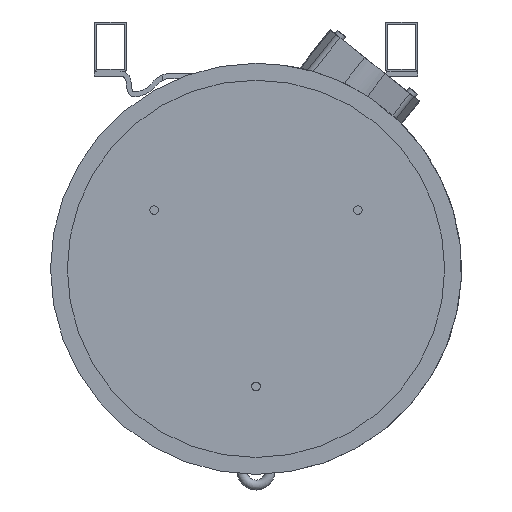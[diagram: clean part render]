
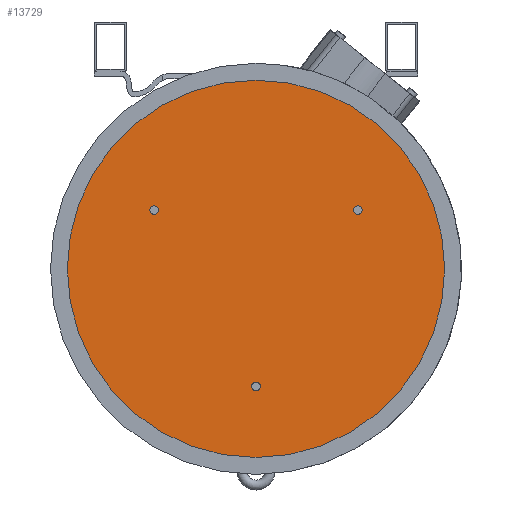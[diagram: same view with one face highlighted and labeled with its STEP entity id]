
A CAD part, front view. The second image highlights one B-rep face of the part: STEP entity #13729.
In plain terms, the highlighted planar face has unit normal (0, -1, 0).
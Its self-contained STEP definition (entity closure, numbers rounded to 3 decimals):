
#166 = EDGE_CURVE ( 'NONE', #30368, #27106, #2425, .T. ) ;
#823 = EDGE_CURVE ( 'NONE', #32038, #25292, #6891, .T. ) ;
#1100 = DIRECTION ( 'NONE',  ( 0., -1., 0. ) ) ;
#1614 = AXIS2_PLACEMENT_3D ( 'NONE', #32462, #32805, #30169 ) ;
#2207 = EDGE_CURVE ( 'NONE', #10077, #26476, #18257, .T. ) ;
#2218 = DIRECTION ( 'NONE',  ( 0., -1., 0. ) ) ;
#2425 = CIRCLE ( 'NONE', #21946, 5.25 ) ;
#2571 = DIRECTION ( 'NONE',  ( 0., 0., 1. ) ) ;
#3384 = CARTESIAN_POINT ( 'NONE',  ( 123.842, -267.3, 76.75 ) ) ;
#4681 = FACE_BOUND ( 'NONE', #10822, .T. ) ;
#4881 = DIRECTION ( 'NONE',  ( 0., -1., 0. ) ) ;
#5709 = CIRCLE ( 'NONE', #34198, 229.5 ) ;
#5737 = AXIS2_PLACEMENT_3D ( 'NONE', #31461, #4881, #7479 ) ;
#6288 = DIRECTION ( 'NONE',  ( -1., 0., 0. ) ) ;
#6891 = CIRCLE ( 'NONE', #11350, 5.25 ) ;
#7284 = DIRECTION ( 'NONE',  ( 0., 0., -1. ) ) ;
#7479 = DIRECTION ( 'NONE',  ( 0., 0., 1. ) ) ;
#7506 = AXIS2_PLACEMENT_3D ( 'NONE', #33870, #2218, #23693 ) ;
#7631 = AXIS2_PLACEMENT_3D ( 'NONE', #26634, #31750, #34024 ) ;
#8297 = CIRCLE ( 'NONE', #1614, 5.25 ) ;
#8918 = ORIENTED_EDGE ( 'NONE', *, *, #20007, .F. ) ;
#9467 = EDGE_LOOP ( 'NONE', ( #16234, #26688 ) ) ;
#10014 = EDGE_CURVE ( 'NONE', #29784, #18019, #25943, .T. ) ;
#10036 = CARTESIAN_POINT ( 'NONE',  ( 0., -267.3, -143. ) ) ;
#10076 = DIRECTION ( 'NONE',  ( 0., -1., 0. ) ) ;
#10077 = VERTEX_POINT ( 'NONE', #25953 ) ;
#10822 = EDGE_LOOP ( 'NONE', ( #11439, #23792 ) ) ;
#11350 = AXIS2_PLACEMENT_3D ( 'NONE', #26159, #34059, #2571 ) ;
#11439 = ORIENTED_EDGE ( 'NONE', *, *, #23430, .F. ) ;
#12837 = DIRECTION ( 'NONE',  ( 0., -1., 0. ) ) ;
#12880 = FACE_OUTER_BOUND ( 'NONE', #15459, .T. ) ;
#12913 = CARTESIAN_POINT ( 'NONE',  ( 0., -267.3, -137.75 ) ) ;
#12951 = ORIENTED_EDGE ( 'NONE', *, *, #13586, .T. ) ;
#13270 = CIRCLE ( 'NONE', #26096, 5.25 ) ;
#13586 = EDGE_CURVE ( 'NONE', #18019, #29784, #5709, .T. ) ;
#13729 = ADVANCED_FACE ( 'NONE', ( #12880, #31439, #4681, #16027 ), #21271, .T. ) ;
#14026 = CARTESIAN_POINT ( 'NONE',  ( -123.842, -267.3, 71.5 ) ) ;
#14687 = EDGE_CURVE ( 'NONE', #27106, #30368, #17455, .T. ) ;
#15459 = EDGE_LOOP ( 'NONE', ( #31912, #12951 ) ) ;
#16027 = FACE_BOUND ( 'NONE', #31151, .T. ) ;
#16234 = ORIENTED_EDGE ( 'NONE', *, *, #14687, .F. ) ;
#16796 = DIRECTION ( 'NONE',  ( 0., -1., 0. ) ) ;
#17292 = CARTESIAN_POINT ( 'NONE',  ( 229.5, -267.3, 0. ) ) ;
#17365 = CARTESIAN_POINT ( 'NONE',  ( -123.842, -267.3, 76.75 ) ) ;
#17455 = CIRCLE ( 'NONE', #5737, 5.25 ) ;
#18019 = VERTEX_POINT ( 'NONE', #18073 ) ;
#18073 = CARTESIAN_POINT ( 'NONE',  ( -229.5, -267.3, 0. ) ) ;
#18257 = CIRCLE ( 'NONE', #7631, 5.25 ) ;
#19533 = CARTESIAN_POINT ( 'NONE',  ( 123.842, -267.3, 66.25 ) ) ;
#19669 = AXIS2_PLACEMENT_3D ( 'NONE', #26337, #10076, #7284 ) ;
#20007 = EDGE_CURVE ( 'NONE', #25292, #32038, #8297, .T. ) ;
#21271 = PLANE ( 'NONE',  #19669 ) ;
#21736 = DIRECTION ( 'NONE',  ( 0., 0., -1. ) ) ;
#21946 = AXIS2_PLACEMENT_3D ( 'NONE', #14026, #1100, #21736 ) ;
#23430 = EDGE_CURVE ( 'NONE', #26476, #10077, #13270, .T. ) ;
#23693 = DIRECTION ( 'NONE',  ( 1., 0., 0. ) ) ;
#23792 = ORIENTED_EDGE ( 'NONE', *, *, #2207, .F. ) ;
#24007 = DIRECTION ( 'NONE',  ( 0., 0., 1. ) ) ;
#25195 = ORIENTED_EDGE ( 'NONE', *, *, #823, .F. ) ;
#25292 = VERTEX_POINT ( 'NONE', #19533 ) ;
#25943 = CIRCLE ( 'NONE', #7506, 229.5 ) ;
#25953 = CARTESIAN_POINT ( 'NONE',  ( 0., -267.3, -148.25 ) ) ;
#26096 = AXIS2_PLACEMENT_3D ( 'NONE', #10036, #12837, #24007 ) ;
#26159 = CARTESIAN_POINT ( 'NONE',  ( 123.842, -267.3, 71.5 ) ) ;
#26337 = CARTESIAN_POINT ( 'NONE',  ( 0., -267.3, 0. ) ) ;
#26476 = VERTEX_POINT ( 'NONE', #12913 ) ;
#26634 = CARTESIAN_POINT ( 'NONE',  ( 0., -267.3, -143. ) ) ;
#26688 = ORIENTED_EDGE ( 'NONE', *, *, #166, .F. ) ;
#27106 = VERTEX_POINT ( 'NONE', #17365 ) ;
#27513 = CARTESIAN_POINT ( 'NONE',  ( -123.842, -267.3, 66.25 ) ) ;
#29784 = VERTEX_POINT ( 'NONE', #17292 ) ;
#30169 = DIRECTION ( 'NONE',  ( 0., 0., -1. ) ) ;
#30271 = CARTESIAN_POINT ( 'NONE',  ( 0., -267.3, 0. ) ) ;
#30368 = VERTEX_POINT ( 'NONE', #27513 ) ;
#31151 = EDGE_LOOP ( 'NONE', ( #25195, #8918 ) ) ;
#31439 = FACE_BOUND ( 'NONE', #9467, .T. ) ;
#31461 = CARTESIAN_POINT ( 'NONE',  ( -123.842, -267.3, 71.5 ) ) ;
#31750 = DIRECTION ( 'NONE',  ( 0., -1., 0. ) ) ;
#31912 = ORIENTED_EDGE ( 'NONE', *, *, #10014, .T. ) ;
#32038 = VERTEX_POINT ( 'NONE', #3384 ) ;
#32462 = CARTESIAN_POINT ( 'NONE',  ( 123.842, -267.3, 71.5 ) ) ;
#32805 = DIRECTION ( 'NONE',  ( 0., -1., 0. ) ) ;
#33870 = CARTESIAN_POINT ( 'NONE',  ( 0., -267.3, 0. ) ) ;
#34024 = DIRECTION ( 'NONE',  ( 0., 0., -1. ) ) ;
#34059 = DIRECTION ( 'NONE',  ( 0., -1., 0. ) ) ;
#34198 = AXIS2_PLACEMENT_3D ( 'NONE', #30271, #16796, #6288 ) ;
